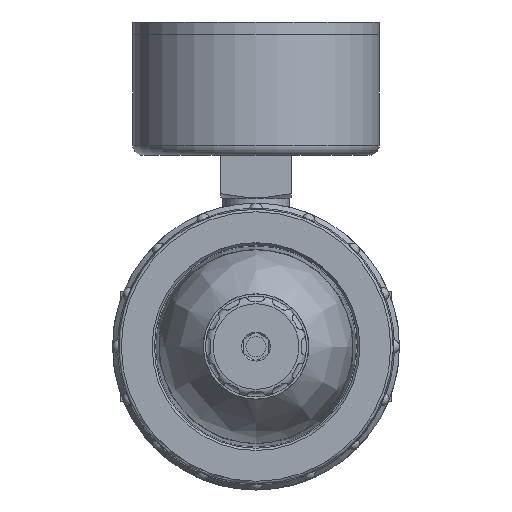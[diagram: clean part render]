
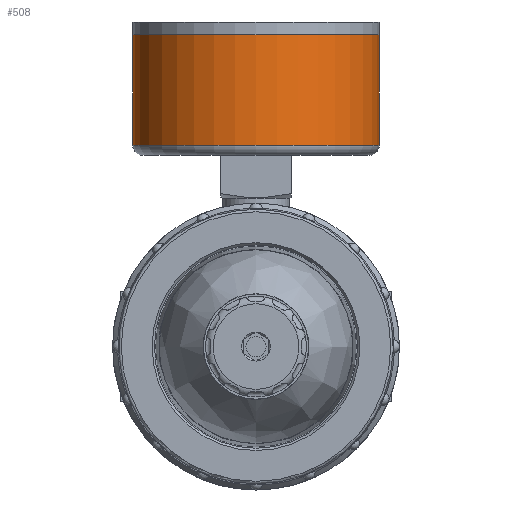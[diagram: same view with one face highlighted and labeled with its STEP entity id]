
A CAD part, front view. The second image highlights one B-rep face of the part: STEP entity #508.
In plain terms, the highlighted cylindrical face has radius 24.5 mm (diameter 49 mm), a full revolution.
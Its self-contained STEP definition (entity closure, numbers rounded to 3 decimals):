
#508 = ADVANCED_FACE( '', ( #1304, #1305 ), #1306, .T. );
#1304 = FACE_OUTER_BOUND( '', #2239, .T. );
#1305 = FACE_OUTER_BOUND( '', #2240, .T. );
#1306 = CYLINDRICAL_SURFACE( '', #2241, 24.5 );
#2239 = EDGE_LOOP( '', ( #4836 ) );
#2240 = EDGE_LOOP( '', ( #4837 ) );
#2241 = AXIS2_PLACEMENT_3D( '', #4838, #4839, #4840 );
#4836 = ORIENTED_EDGE( '', *, *, #6466, .F. );
#4837 = ORIENTED_EDGE( '', *, *, #6468, .T. );
#4838 = CARTESIAN_POINT( '', ( 0., 0., 18.5 ) );
#4839 = DIRECTION( '', ( 0., 0., 1. ) );
#4840 = DIRECTION( '', ( -1., 0., 0. ) );
#6466 = EDGE_CURVE( '', #7925, #7925, #7926, .T. );
#6468 = EDGE_CURVE( '', #7929, #7929, #7930, .T. );
#7925 = VERTEX_POINT( '', #11055 );
#7926 = CIRCLE( '', #11056, 24.5 );
#7929 = VERTEX_POINT( '', #11059 );
#7930 = CIRCLE( '', #11060, 24.5 );
#11055 = CARTESIAN_POINT( '', ( -24.5, 0., 20.5 ) );
#11056 = AXIS2_PLACEMENT_3D( '', #13557, #13558, #13559 );
#11059 = CARTESIAN_POINT( '', ( -24.5, 0., 42.48 ) );
#11060 = AXIS2_PLACEMENT_3D( '', #13563, #13564, #13565 );
#13557 = CARTESIAN_POINT( '', ( 0., 0., 20.5 ) );
#13558 = DIRECTION( '', ( 0., 0., -1. ) );
#13559 = DIRECTION( '', ( -1., 0., 0. ) );
#13563 = CARTESIAN_POINT( '', ( 0., 0., 42.48 ) );
#13564 = DIRECTION( '', ( 0., 0., -1. ) );
#13565 = DIRECTION( '', ( -1., 0., 0. ) );
